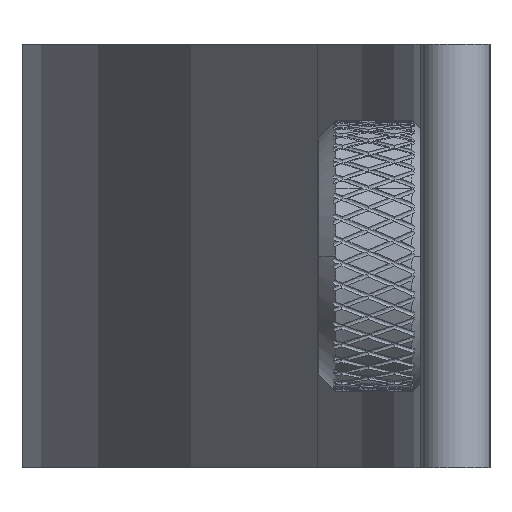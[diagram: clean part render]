
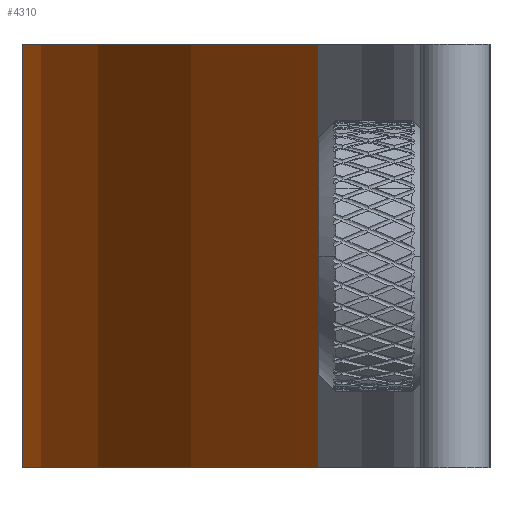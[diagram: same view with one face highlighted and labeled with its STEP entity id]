
A CAD part, left-side view. The second image highlights one B-rep face of the part: STEP entity #4310.
In plain terms, the highlighted cylindrical face has radius 80.5 mm (diameter 161 mm), a partial arc.
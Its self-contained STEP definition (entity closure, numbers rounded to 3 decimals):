
#2050=CARTESIAN_POINT('',(-116.431,7.365,13.));
#2060=VERTEX_POINT('',#2050);
#2090=CARTESIAN_POINT('',(-66.4,-55.7,13.));
#2100=DIRECTION('',(0.,0.,-1.));
#2110=DIRECTION('',(0.201,0.98,0.));
#2120=AXIS2_PLACEMENT_3D('',#2090,#2100,#2110);
#2130=CIRCLE('',#2120,80.5);
#2140=CARTESIAN_POINT('',(-16.369,7.365,13.));
#2150=VERTEX_POINT('',#2140);
#2160=EDGE_CURVE('',#2060,#2150,#2130,.T.);
#2790=CARTESIAN_POINT('',(-116.431,7.365,-12.));
#2800=VERTEX_POINT('',#2790);
#2830=CARTESIAN_POINT('',(-116.431,7.365,-13.5));
#2840=DIRECTION('',(0.,0.,-1.));
#2850=VECTOR('',#2840,1.);
#2860=LINE('',#2830,#2850);
#2870=EDGE_CURVE('',#2060,#2800,#2860,.T.);
#4070=CARTESIAN_POINT('',(-66.4,-55.7,-13.5));
#4080=DIRECTION('',(0.,0.,-1.));
#4090=DIRECTION('',(0.201,0.98,0.));
#4100=AXIS2_PLACEMENT_3D('',#4070,#4080,#4090);
#4110=CYLINDRICAL_SURFACE('',#4100,80.5);
#4120=ORIENTED_EDGE('',*,*,#2870,.F.);
#4130=CARTESIAN_POINT('',(-66.4,-55.7,-12.));
#4140=DIRECTION('',(0.,0.,-1.));
#4150=DIRECTION('',(0.201,0.98,0.));
#4160=AXIS2_PLACEMENT_3D('',#4130,#4140,#4150);
#4170=CIRCLE('',#4160,80.5);
#4180=CARTESIAN_POINT('',(-16.369,7.365,-12.));
#4190=VERTEX_POINT('',#4180);
#4200=EDGE_CURVE('',#2800,#4190,#4170,.T.);
#4210=ORIENTED_EDGE('',*,*,#4200,.F.);
#4220=CARTESIAN_POINT('',(-16.369,7.365,-13.5));
#4230=DIRECTION('',(0.,0.,-1.));
#4240=VECTOR('',#4230,1.);
#4250=LINE('',#4220,#4240);
#4260=EDGE_CURVE('',#2150,#4190,#4250,.T.);
#4270=ORIENTED_EDGE('',*,*,#4260,.T.);
#4280=ORIENTED_EDGE('',*,*,#2160,.T.);
#4290=EDGE_LOOP('',(#4280,#4270,#4210,#4120));
#4300=FACE_OUTER_BOUND('',#4290,.T.);
#4310=ADVANCED_FACE('',(#4300),#4110,.T.);
